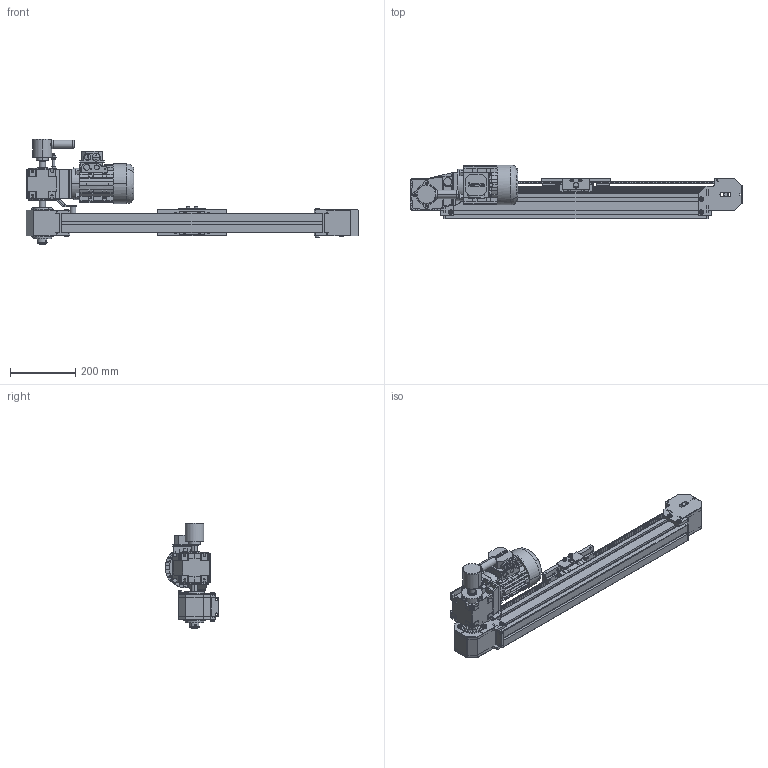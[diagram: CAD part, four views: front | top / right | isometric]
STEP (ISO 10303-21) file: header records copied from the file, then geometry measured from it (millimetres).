
FILE_DESCRIPTION (( 'STEP AP214' ), '1' );
FILE_NAME ('Getriebemotor kurz.STEP', '2015-04-17T17:46:42', ( '' ), ( '' ), 'SwSTEP 2.0', 'SolidWorks 2012', '' );
FILE_SCHEMA (( 'AUTOMOTIVE_DESIGN' ));
Length unit declared in the file: millimetre
Products named in the file (33): Gewindestange M6 x 50; M6 DIN934; Platte Drehgeber; Welle Drehgeber; Drehgeber; Hülse Motor; Fe03-00-03 A Halter; GKR03-2 M HBR 063-12 Klemmenkasten Pos 5; Grundmodell kurzer Wagen; Zahnriemen 400; Wagen kurz; Anschlag; M6 x 10 DIN912; 6,4 DIN125; Fe03-00-04 A Endschalterplatte kurz; Fe03-00-05 Klemmstück; HGW25HC Wagen; Fe03-00-04-1 Platte; Easy-Sprint Grundkörper; Fe03-00-02 Blech; Welle 20 x 150; M8 x 12 DIN912; Achse 15 x 80; M8 x 16 DIN7380; Fe03-00-10; Flanschlager-20; Fe03-00-08; Fe03-00-07; Fe03-00-03; HGW25 Kappe; HGW25 Schiene Easy-Sprint; Aluprofil 80 x 60; Getriebemotor kurz
Assembly tree (79 placements, depth 4):
  Getriebemotor kurz
    Grundmodell kurzer Wagen
      Easy-Sprint Grundkörper
        Aluprofil 80 x 60
        HGW25 Schiene Easy-Sprint
        HGW25 Kappe  x13
        Fe03-00-03  x2
        Fe03-00-07  x2
        Fe03-00-08  x2
        Flanschlager-20  x2
        Fe03-00-10  x2
        M8 x 16 DIN7380  x2
        Achse 15 x 80
        M8 x 12 DIN912  x8
        Welle 20 x 150
        Fe03-00-02 Blech  x2
      Wagen kurz
        Fe03-00-04-1 Platte
        HGW25HC Wagen
        Fe03-00-05 Klemmstück  x2
        Fe03-00-04 A Endschalterplatte kurz
        6,4 DIN125  x2
        M6 x 10 DIN912  x10
        Anschlag  x4
        M8 x 12 DIN912  x4
      Zahnriemen 400  x2
    GKR03-2 M HBR 063-12 Klemmenkasten Pos 5
    Fe03-00-03 A Halter
    Hülse Motor
    Drehgeber
    Welle Drehgeber
    Platte Drehgeber
    M6 DIN934  x3
    Gewindestange M6 x 50
Bounding box: 1020 x 165.29 x 325 mm (x, y, z)
Volume: 6511192.7 mm3; surface area: 1545728.3 mm2
Topology: 79 solids, 80 shells, 3803 faces, 10005 edges, 6495 vertices
Faces by surface type: plane 2360, cylinder 1081, cone 273, torus 56, bspline 33
Entity records: 95309 total; most frequent: CARTESIAN_POINT 18258, ORIENTED_EDGE 14665, DIRECTION 14268, EDGE_CURVE 7334, LINE 5090, VECTOR 5090, VERTEX_POINT 4843, AXIS2_PLACEMENT_3D 4589
